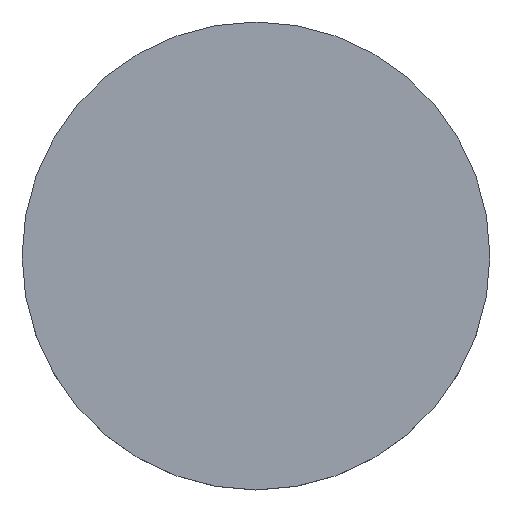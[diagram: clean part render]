
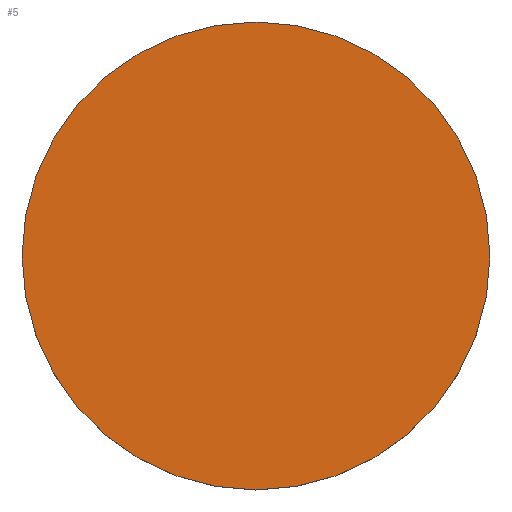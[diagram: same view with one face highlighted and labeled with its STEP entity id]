
A CAD part, top view. The second image highlights one B-rep face of the part: STEP entity #5.
In plain terms, the highlighted planar face has unit normal (0, 0, 1).
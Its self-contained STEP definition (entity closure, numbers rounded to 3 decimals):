
#5 = ADVANCED_FACE ( 'NONE', ( #52 ), #79, .T. ) ;
#8 = DIRECTION ( 'NONE',  ( 1., 0., 0. ) ) ;
#13 = CARTESIAN_POINT ( 'NONE',  ( 19.05, 0., 3. ) ) ;
#28 = DIRECTION ( 'NONE',  ( 1., 0., 0. ) ) ;
#41 = EDGE_CURVE ( 'NONE', #103, #143, #140, .T. ) ;
#44 = ORIENTED_EDGE ( 'NONE', *, *, #41, .F. ) ;
#45 = EDGE_CURVE ( 'NONE', #143, #103, #87, .T. ) ;
#52 = FACE_OUTER_BOUND ( 'NONE', #111, .T. ) ;
#65 = DIRECTION ( 'NONE',  ( 1., 0., 0. ) ) ;
#79 = PLANE ( 'NONE',  #80 ) ;
#80 = AXIS2_PLACEMENT_3D ( 'NONE', #84, #227, #65 ) ;
#84 = CARTESIAN_POINT ( 'NONE',  ( 0., 39.066, 3. ) ) ;
#87 = CIRCLE ( 'NONE', #129, 19.05 ) ;
#99 = DIRECTION ( 'NONE',  ( 0., 0., -1. ) ) ;
#101 = DIRECTION ( 'NONE',  ( 0., 0., -1. ) ) ;
#103 = VERTEX_POINT ( 'NONE', #132 ) ;
#111 = EDGE_LOOP ( 'NONE', ( #137, #44 ) ) ;
#129 = AXIS2_PLACEMENT_3D ( 'NONE', #141, #99, #28 ) ;
#132 = CARTESIAN_POINT ( 'NONE',  ( -19.05, 0., 3. ) ) ;
#137 = ORIENTED_EDGE ( 'NONE', *, *, #45, .F. ) ;
#140 = CIRCLE ( 'NONE', #194, 19.05 ) ;
#141 = CARTESIAN_POINT ( 'NONE',  ( 0., 0., 3. ) ) ;
#143 = VERTEX_POINT ( 'NONE', #13 ) ;
#194 = AXIS2_PLACEMENT_3D ( 'NONE', #226, #101, #8 ) ;
#226 = CARTESIAN_POINT ( 'NONE',  ( 0., 0., 3. ) ) ;
#227 = DIRECTION ( 'NONE',  ( 0., 0., 1. ) ) ;
